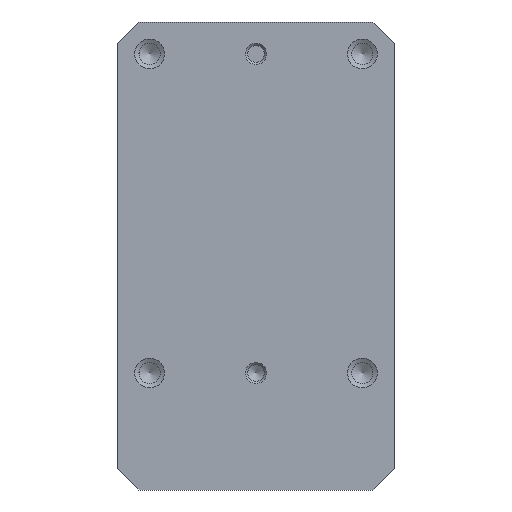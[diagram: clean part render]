
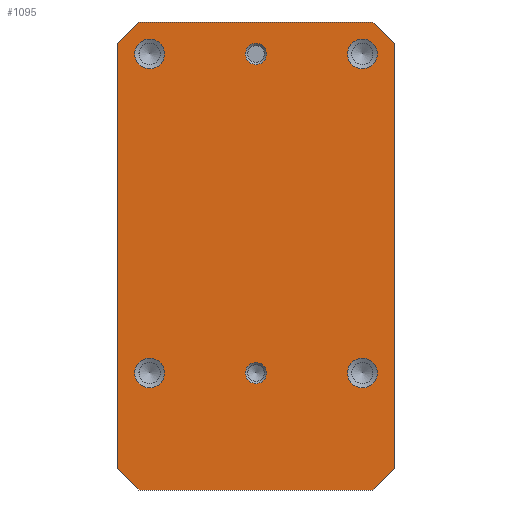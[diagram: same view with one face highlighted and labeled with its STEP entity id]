
A CAD part, front view. The second image highlights one B-rep face of the part: STEP entity #1095.
In plain terms, the highlighted planar face has unit normal (0, -1, 0).
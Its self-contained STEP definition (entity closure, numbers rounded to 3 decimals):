
#34=FACE_BOUND('',#208,.T.);
#35=FACE_BOUND('',#209,.T.);
#36=FACE_BOUND('',#210,.T.);
#37=FACE_BOUND('',#211,.T.);
#38=FACE_BOUND('',#212,.T.);
#39=FACE_BOUND('',#213,.T.);
#58=CIRCLE('',#1182,2.5);
#59=CIRCLE('',#1183,2.5);
#60=CIRCLE('',#1184,2.5);
#61=CIRCLE('',#1185,2.5);
#62=CIRCLE('',#1186,3.5);
#63=CIRCLE('',#1187,3.5);
#64=CIRCLE('',#1188,3.5);
#65=CIRCLE('',#1189,3.5);
#66=CIRCLE('',#1190,3.5);
#67=CIRCLE('',#1191,3.5);
#68=CIRCLE('',#1192,3.5);
#69=CIRCLE('',#1193,3.5);
#151=FACE_OUTER_BOUND('',#207,.T.);
#207=EDGE_LOOP('',(#793,#794,#795,#796,#797,#798,#799,#800));
#208=EDGE_LOOP('',(#801,#802));
#209=EDGE_LOOP('',(#803,#804));
#210=EDGE_LOOP('',(#805,#806));
#211=EDGE_LOOP('',(#807,#808));
#212=EDGE_LOOP('',(#809,#810));
#213=EDGE_LOOP('',(#811,#812));
#292=LINE('',#1711,#372);
#297=LINE('',#1724,#377);
#301=LINE('',#1731,#381);
#304=LINE('',#1737,#384);
#309=LINE('',#1747,#389);
#316=LINE('',#1761,#396);
#320=LINE('',#1767,#400);
#321=LINE('',#1768,#401);
#372=VECTOR('',#1338,55.);
#377=VECTOR('',#1347,55.);
#381=VECTOR('',#1353,7.071);
#384=VECTOR('',#1358,7.071);
#389=VECTOR('',#1365,99.);
#396=VECTOR('',#1374,99.);
#400=VECTOR('',#1382,7.071);
#401=VECTOR('',#1383,7.071);
#460=VERTEX_POINT('',#1708);
#461=VERTEX_POINT('',#1710);
#466=VERTEX_POINT('',#1721);
#467=VERTEX_POINT('',#1723);
#469=VERTEX_POINT('',#1729);
#471=VERTEX_POINT('',#1734);
#475=VERTEX_POINT('',#1745);
#481=VERTEX_POINT('',#1760);
#482=VERTEX_POINT('',#1769);
#483=VERTEX_POINT('',#1770);
#484=VERTEX_POINT('',#1773);
#485=VERTEX_POINT('',#1774);
#486=VERTEX_POINT('',#1777);
#487=VERTEX_POINT('',#1778);
#488=VERTEX_POINT('',#1781);
#489=VERTEX_POINT('',#1782);
#490=VERTEX_POINT('',#1785);
#491=VERTEX_POINT('',#1786);
#492=VERTEX_POINT('',#1789);
#493=VERTEX_POINT('',#1790);
#584=EDGE_CURVE('',#460,#461,#292,.T.);
#590=EDGE_CURVE('',#466,#467,#297,.T.);
#594=EDGE_CURVE('',#466,#469,#301,.F.);
#597=EDGE_CURVE('',#471,#467,#304,.F.);
#602=EDGE_CURVE('',#475,#469,#309,.T.);
#609=EDGE_CURVE('',#471,#481,#316,.T.);
#613=EDGE_CURVE('',#475,#461,#320,.F.);
#614=EDGE_CURVE('',#460,#481,#321,.F.);
#615=EDGE_CURVE('',#482,#483,#58,.T.);
#616=EDGE_CURVE('',#483,#482,#59,.T.);
#617=EDGE_CURVE('',#484,#485,#60,.T.);
#618=EDGE_CURVE('',#485,#484,#61,.T.);
#619=EDGE_CURVE('',#486,#487,#62,.T.);
#620=EDGE_CURVE('',#487,#486,#63,.T.);
#621=EDGE_CURVE('',#488,#489,#64,.T.);
#622=EDGE_CURVE('',#489,#488,#65,.T.);
#623=EDGE_CURVE('',#490,#491,#66,.T.);
#624=EDGE_CURVE('',#491,#490,#67,.T.);
#625=EDGE_CURVE('',#492,#493,#68,.T.);
#626=EDGE_CURVE('',#493,#492,#69,.T.);
#793=ORIENTED_EDGE('',*,*,#590,.F.);
#794=ORIENTED_EDGE('',*,*,#594,.T.);
#795=ORIENTED_EDGE('',*,*,#602,.F.);
#796=ORIENTED_EDGE('',*,*,#613,.T.);
#797=ORIENTED_EDGE('',*,*,#584,.F.);
#798=ORIENTED_EDGE('',*,*,#614,.T.);
#799=ORIENTED_EDGE('',*,*,#609,.F.);
#800=ORIENTED_EDGE('',*,*,#597,.T.);
#801=ORIENTED_EDGE('',*,*,#615,.F.);
#802=ORIENTED_EDGE('',*,*,#616,.F.);
#803=ORIENTED_EDGE('',*,*,#617,.F.);
#804=ORIENTED_EDGE('',*,*,#618,.F.);
#805=ORIENTED_EDGE('',*,*,#619,.F.);
#806=ORIENTED_EDGE('',*,*,#620,.F.);
#807=ORIENTED_EDGE('',*,*,#621,.F.);
#808=ORIENTED_EDGE('',*,*,#622,.F.);
#809=ORIENTED_EDGE('',*,*,#623,.F.);
#810=ORIENTED_EDGE('',*,*,#624,.F.);
#811=ORIENTED_EDGE('',*,*,#625,.F.);
#812=ORIENTED_EDGE('',*,*,#626,.F.);
#1073=PLANE('',#1181);
#1095=ADVANCED_FACE('',(#151,#34,#35,#36,#37,#38,#39),#1073,.F.);
#1181=AXIS2_PLACEMENT_3D('',#1766,#1380,#1381);
#1182=AXIS2_PLACEMENT_3D('',#1771,#1384,#1385);
#1183=AXIS2_PLACEMENT_3D('',#1772,#1386,#1387);
#1184=AXIS2_PLACEMENT_3D('',#1775,#1388,#1389);
#1185=AXIS2_PLACEMENT_3D('',#1776,#1390,#1391);
#1186=AXIS2_PLACEMENT_3D('',#1779,#1392,#1393);
#1187=AXIS2_PLACEMENT_3D('',#1780,#1394,#1395);
#1188=AXIS2_PLACEMENT_3D('',#1783,#1396,#1397);
#1189=AXIS2_PLACEMENT_3D('',#1784,#1398,#1399);
#1190=AXIS2_PLACEMENT_3D('',#1787,#1400,#1401);
#1191=AXIS2_PLACEMENT_3D('',#1788,#1402,#1403);
#1192=AXIS2_PLACEMENT_3D('',#1791,#1404,#1405);
#1193=AXIS2_PLACEMENT_3D('',#1792,#1406,#1407);
#1338=DIRECTION('',(1.,0.,0.));
#1347=DIRECTION('',(-1.,0.,0.));
#1353=DIRECTION('',(-0.707,0.,-0.707));
#1358=DIRECTION('',(-0.707,0.,0.707));
#1365=DIRECTION('',(0.,0.,-1.));
#1374=DIRECTION('',(0.,0.,1.));
#1380=DIRECTION('center_axis',(0.,1.,0.));
#1381=DIRECTION('ref_axis',(0.,0.,1.));
#1382=DIRECTION('',(0.707,0.,-0.707));
#1383=DIRECTION('',(0.707,0.,0.707));
#1384=DIRECTION('center_axis',(0.,-1.,0.));
#1385=DIRECTION('ref_axis',(0.,0.,-1.));
#1386=DIRECTION('center_axis',(0.,-1.,0.));
#1387=DIRECTION('ref_axis',(0.,0.,-1.));
#1388=DIRECTION('center_axis',(0.,-1.,0.));
#1389=DIRECTION('ref_axis',(0.,0.,-1.));
#1390=DIRECTION('center_axis',(0.,-1.,0.));
#1391=DIRECTION('ref_axis',(0.,0.,-1.));
#1392=DIRECTION('center_axis',(0.,-1.,0.));
#1393=DIRECTION('ref_axis',(0.,0.,-1.));
#1394=DIRECTION('center_axis',(0.,-1.,0.));
#1395=DIRECTION('ref_axis',(0.,0.,-1.));
#1396=DIRECTION('center_axis',(0.,-1.,0.));
#1397=DIRECTION('ref_axis',(0.,0.,-1.));
#1398=DIRECTION('center_axis',(0.,-1.,0.));
#1399=DIRECTION('ref_axis',(0.,0.,-1.));
#1400=DIRECTION('center_axis',(0.,-1.,0.));
#1401=DIRECTION('ref_axis',(0.,0.,-1.));
#1402=DIRECTION('center_axis',(0.,-1.,0.));
#1403=DIRECTION('ref_axis',(0.,0.,-1.));
#1404=DIRECTION('center_axis',(0.,-1.,0.));
#1405=DIRECTION('ref_axis',(0.,0.,-1.));
#1406=DIRECTION('center_axis',(0.,-1.,0.));
#1407=DIRECTION('ref_axis',(0.,0.,-1.));
#1708=CARTESIAN_POINT('',(-27.5,0.,32.313));
#1710=CARTESIAN_POINT('',(27.5,0.,32.313));
#1711=CARTESIAN_POINT('',(-27.5,0.,32.313));
#1721=CARTESIAN_POINT('',(27.5,0.,-77.687));
#1723=CARTESIAN_POINT('',(-27.5,0.,-77.687));
#1724=CARTESIAN_POINT('',(27.5,0.,-77.687));
#1729=CARTESIAN_POINT('',(32.5,0.,-72.687));
#1731=CARTESIAN_POINT('',(32.5,0.,-72.687));
#1734=CARTESIAN_POINT('',(-32.5,0.,-72.687));
#1737=CARTESIAN_POINT('',(-27.5,0.,-77.687));
#1745=CARTESIAN_POINT('',(32.5,0.,27.313));
#1747=CARTESIAN_POINT('',(32.5,0.,27.));
#1760=CARTESIAN_POINT('',(-32.5,0.,27.313));
#1761=CARTESIAN_POINT('',(-32.5,0.,-72.));
#1766=CARTESIAN_POINT('Origin',(0.,0.,0.));
#1767=CARTESIAN_POINT('',(27.5,0.,32.313));
#1768=CARTESIAN_POINT('',(-32.5,0.,27.313));
#1769=CARTESIAN_POINT('',(0.,0.,22.313));
#1770=CARTESIAN_POINT('',(0.,0.,27.313));
#1771=CARTESIAN_POINT('Origin',(0.,0.,24.813));
#1772=CARTESIAN_POINT('Origin',(0.,0.,24.813));
#1773=CARTESIAN_POINT('',(0.,0.,-52.687));
#1774=CARTESIAN_POINT('',(0.,0.,-47.687));
#1775=CARTESIAN_POINT('Origin',(0.,0.,-50.187));
#1776=CARTESIAN_POINT('Origin',(0.,0.,-50.187));
#1777=CARTESIAN_POINT('',(25.,0.,-53.687));
#1778=CARTESIAN_POINT('',(25.,0.,-46.687));
#1779=CARTESIAN_POINT('Origin',(25.,0.,-50.187));
#1780=CARTESIAN_POINT('Origin',(25.,0.,-50.187));
#1781=CARTESIAN_POINT('',(25.,0.,21.313));
#1782=CARTESIAN_POINT('',(25.,0.,28.313));
#1783=CARTESIAN_POINT('Origin',(25.,0.,24.813));
#1784=CARTESIAN_POINT('Origin',(25.,0.,24.813));
#1785=CARTESIAN_POINT('',(-25.,0.,21.313));
#1786=CARTESIAN_POINT('',(-25.,0.,28.313));
#1787=CARTESIAN_POINT('Origin',(-25.,0.,24.813));
#1788=CARTESIAN_POINT('Origin',(-25.,0.,24.813));
#1789=CARTESIAN_POINT('',(-25.,0.,-53.687));
#1790=CARTESIAN_POINT('',(-25.,0.,-46.687));
#1791=CARTESIAN_POINT('Origin',(-25.,0.,-50.187));
#1792=CARTESIAN_POINT('Origin',(-25.,0.,-50.187));
